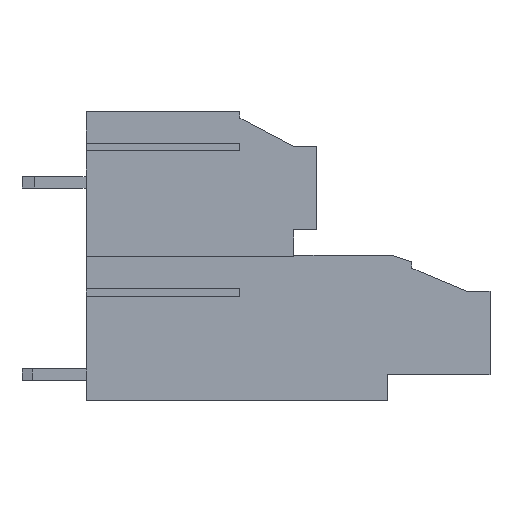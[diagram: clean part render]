
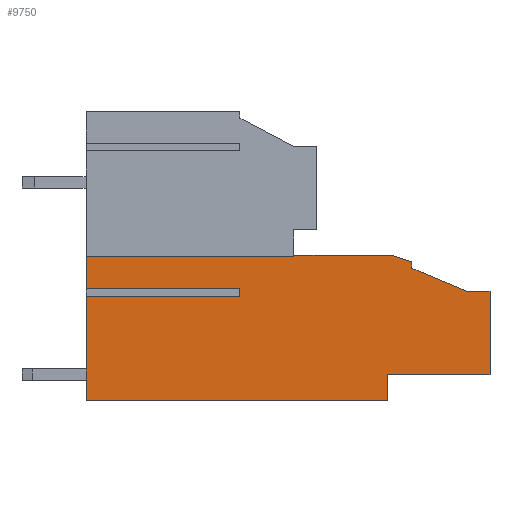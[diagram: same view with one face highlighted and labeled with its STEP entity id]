
A CAD part, left-side view. The second image highlights one B-rep face of the part: STEP entity #9750.
In plain terms, the highlighted planar face has unit normal (-1, 0, 0).
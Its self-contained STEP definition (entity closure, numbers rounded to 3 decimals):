
#373=ORIENTED_EDGE('',*,*,#3180,.F.);
#374=ORIENTED_EDGE('',*,*,#3195,.T.);
#375=ORIENTED_EDGE('',*,*,#3196,.T.);
#376=ORIENTED_EDGE('',*,*,#3197,.F.);
#377=ORIENTED_EDGE('',*,*,#3193,.F.);
#378=ORIENTED_EDGE('',*,*,#3198,.F.);
#379=ORIENTED_EDGE('',*,*,#3199,.T.);
#380=ORIENTED_EDGE('',*,*,#3200,.T.);
#381=ORIENTED_EDGE('',*,*,#3201,.T.);
#382=ORIENTED_EDGE('',*,*,#3202,.T.);
#383=ORIENTED_EDGE('',*,*,#3203,.T.);
#384=ORIENTED_EDGE('',*,*,#3204,.T.);
#385=ORIENTED_EDGE('',*,*,#3205,.T.);
#386=ORIENTED_EDGE('',*,*,#3206,.F.);
#387=ORIENTED_EDGE('',*,*,#3207,.F.);
#388=ORIENTED_EDGE('',*,*,#3121,.T.);
#3121=EDGE_CURVE('',#4536,#4537,#5475,.T.);
#3180=EDGE_CURVE('',#4594,#4537,#5534,.T.);
#3193=EDGE_CURVE('',#4601,#4602,#5547,.T.);
#3195=EDGE_CURVE('',#4594,#4603,#5549,.T.);
#3196=EDGE_CURVE('',#4603,#4604,#5550,.T.);
#3197=EDGE_CURVE('',#4602,#4604,#5551,.T.);
#3198=EDGE_CURVE('',#4605,#4601,#5552,.T.);
#3199=EDGE_CURVE('',#4605,#4606,#5553,.T.);
#3200=EDGE_CURVE('',#4606,#4607,#5554,.T.);
#3201=EDGE_CURVE('',#4607,#4608,#5555,.T.);
#3202=EDGE_CURVE('',#4608,#4609,#5556,.T.);
#3203=EDGE_CURVE('',#4609,#4610,#5557,.T.);
#3204=EDGE_CURVE('',#4610,#4611,#5558,.T.);
#3205=EDGE_CURVE('',#4611,#4612,#5559,.F.);
#3206=EDGE_CURVE('',#4613,#4612,#5560,.T.);
#3207=EDGE_CURVE('',#4536,#4613,#5561,.T.);
#4536=VERTEX_POINT('',#13621);
#4537=VERTEX_POINT('',#13622);
#4594=VERTEX_POINT('',#13740);
#4601=VERTEX_POINT('',#13760);
#4602=VERTEX_POINT('',#13762);
#4603=VERTEX_POINT('',#13766);
#4604=VERTEX_POINT('',#13768);
#4605=VERTEX_POINT('',#13771);
#4606=VERTEX_POINT('',#13773);
#4607=VERTEX_POINT('',#13775);
#4608=VERTEX_POINT('',#13777);
#4609=VERTEX_POINT('',#13779);
#4610=VERTEX_POINT('',#13781);
#4611=VERTEX_POINT('',#13783);
#4612=VERTEX_POINT('',#13785);
#4613=VERTEX_POINT('',#13787);
#5475=LINE('',#13620,#6777);
#5534=LINE('',#13741,#6836);
#5547=LINE('',#13761,#6849);
#5549=LINE('',#13765,#6851);
#5550=LINE('',#13767,#6852);
#5551=LINE('',#13769,#6853);
#5552=LINE('',#13770,#6854);
#5553=LINE('',#13772,#6855);
#5554=LINE('',#13774,#6856);
#5555=LINE('',#13776,#6857);
#5556=LINE('',#13778,#6858);
#5557=LINE('',#13780,#6859);
#5558=LINE('',#13782,#6860);
#5559=LINE('',#13784,#6861);
#5560=LINE('',#13786,#6862);
#5561=LINE('',#13788,#6863);
#6777=VECTOR('',#11004,1000.);
#6836=VECTOR('',#11069,1000.);
#6849=VECTOR('',#11082,1000.);
#6851=VECTOR('',#11086,1000.);
#6852=VECTOR('',#11087,1000.);
#6853=VECTOR('',#11088,1000.);
#6854=VECTOR('',#11089,1000.);
#6855=VECTOR('',#11090,1000.);
#6856=VECTOR('',#11091,1000.);
#6857=VECTOR('',#11092,1000.);
#6858=VECTOR('',#11093,1000.);
#6859=VECTOR('',#11094,1000.);
#6860=VECTOR('',#11095,1000.);
#6861=VECTOR('',#11096,1000.);
#6862=VECTOR('',#11097,1000.);
#6863=VECTOR('',#11098,1000.);
#8072=EDGE_LOOP('',(#373,#374,#375,#376,#377,#378,#379,#380,#381,#382,#383,
#384,#385,#386,#387,#388));
#8680=FACE_BOUND('',#8072,.T.);
#9287=PLANE('',#10339);
#9750=ADVANCED_FACE('',(#8680),#9287,.T.);
#10339=AXIS2_PLACEMENT_3D('',#13764,#11084,#11085);
#11004=DIRECTION('',(0.,1.,0.));
#11069=DIRECTION('',(0.,0.,1.));
#11082=DIRECTION('',(0.,0.,1.));
#11084=DIRECTION('',(-1.,0.,0.));
#11085=DIRECTION('',(0.,0.,1.));
#11086=DIRECTION('',(0.,-1.,0.));
#11087=DIRECTION('',(0.,0.,-1.));
#11088=DIRECTION('',(0.,-1.,0.));
#11089=DIRECTION('',(0.,1.,0.));
#11090=DIRECTION('',(0.,0.,1.));
#11091=DIRECTION('',(0.,-1.,0.));
#11092=DIRECTION('',(0.,0.,1.));
#11093=DIRECTION('',(0.,1.,0.));
#11094=DIRECTION('',(0.,0.922,0.387));
#11095=DIRECTION('',(0.,0.,1.));
#11096=DIRECTION('',(0.,-0.949,-0.316));
#11097=DIRECTION('',(0.,-1.,0.));
#11098=DIRECTION('',(0.,0.,1.));
#13620=CARTESIAN_POINT('',(-7.62,-15.75,-0.138));
#13621=CARTESIAN_POINT('',(-7.62,-0.45,-0.138));
#13622=CARTESIAN_POINT('',(-7.62,15.75,-0.138));
#13740=CARTESIAN_POINT('',(-7.62,15.75,-2.638));
#13741=CARTESIAN_POINT('',(-7.62,15.75,-11.338));
#13760=CARTESIAN_POINT('',(-7.62,15.75,-11.338));
#13761=CARTESIAN_POINT('',(-7.62,15.75,-11.338));
#13762=CARTESIAN_POINT('',(-7.62,15.75,-3.238));
#13764=CARTESIAN_POINT('',(-7.62,-15.75,-11.338));
#13765=CARTESIAN_POINT('',(-7.62,58.348,-2.638));
#13766=CARTESIAN_POINT('',(-7.62,3.75,-2.638));
#13767=CARTESIAN_POINT('',(-7.62,3.75,-3.238));
#13768=CARTESIAN_POINT('',(-7.62,3.75,-3.238));
#13769=CARTESIAN_POINT('',(-7.62,58.348,-3.238));
#13770=CARTESIAN_POINT('',(-7.62,-15.75,-11.338));
#13771=CARTESIAN_POINT('',(-7.62,-7.75,-11.338));
#13772=CARTESIAN_POINT('',(-7.62,-7.75,-11.338));
#13773=CARTESIAN_POINT('',(-7.62,-7.75,-9.338));
#13774=CARTESIAN_POINT('',(-7.62,-15.75,-9.338));
#13775=CARTESIAN_POINT('',(-7.62,-15.75,-9.338));
#13776=CARTESIAN_POINT('',(-7.62,-15.75,-11.338));
#13777=CARTESIAN_POINT('',(-7.62,-15.75,-2.838));
#13778=CARTESIAN_POINT('',(-7.62,-15.75,-2.838));
#13779=CARTESIAN_POINT('',(-7.62,-13.95,-2.838));
#13780=CARTESIAN_POINT('',(-7.62,-18.513,-4.753));
#13781=CARTESIAN_POINT('',(-7.62,-9.661,-1.038));
#13782=CARTESIAN_POINT('',(-7.62,-9.661,-11.338));
#13783=CARTESIAN_POINT('',(-7.62,-9.661,-0.538));
#13784=CARTESIAN_POINT('',(-7.62,-18.381,-3.444));
#13785=CARTESIAN_POINT('',(-7.62,-8.161,-0.038));
#13786=CARTESIAN_POINT('',(-7.62,-0.45,-0.038));
#13787=CARTESIAN_POINT('',(-7.62,-0.45,-0.037));
#13788=CARTESIAN_POINT('',(-7.62,-0.45,-0.138));
